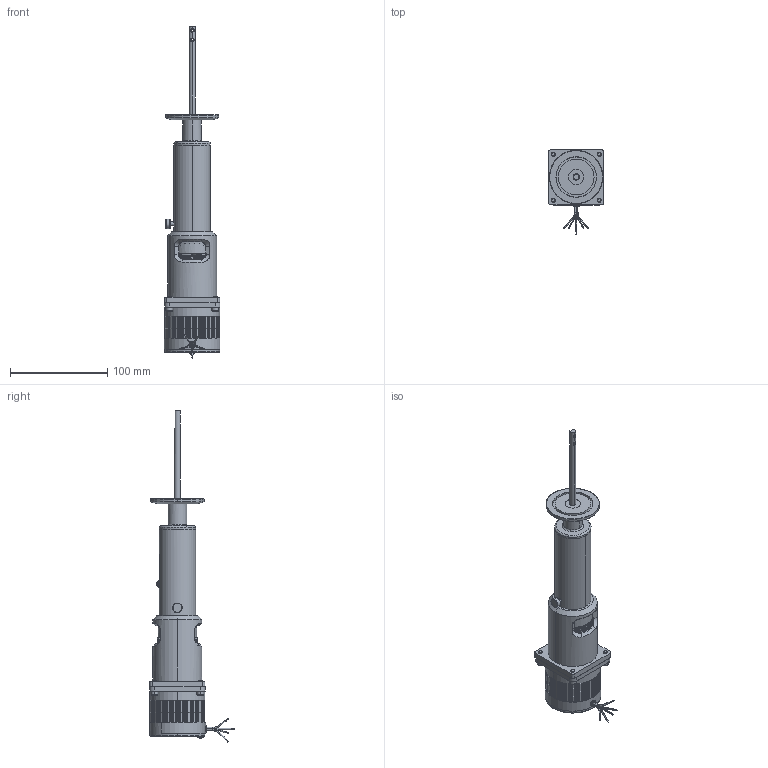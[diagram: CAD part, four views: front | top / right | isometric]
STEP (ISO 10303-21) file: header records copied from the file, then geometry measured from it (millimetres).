
FILE_DESCRIPTION (( 'STEP AP203' ), '1' );
FILE_NAME ('102270-11.stp', '2019-04-09T15:59:25', ( '' ), ( '' ), 'SwSTEP 2.0', 'SolidWorks 2012', '' );
FILE_SCHEMA (( 'CONFIG_CONTROL_DESIGN' ));
Products named in the file (1): 102270-11
Bounding box: 57.4 x 86.93 x 341.34 mm (x, y, z)
Volume: 398057.7 mm3; surface area: 52724.9 mm2
Topology: 1 solids, 9 shells, 1440 faces, 3865 edges, 2497 vertices
Faces by surface type: plane 609, cylinder 436, cone 205, bspline 190
Entity records: 72316 total; most frequent: CARTESIAN_POINT 37773, ORIENTED_EDGE 7698, DIRECTION 6596, EDGE_CURVE 3849, VERTEX_POINT 2489, AXIS2_PLACEMENT_3D 2445, VECTOR 1706, LINE 1706
